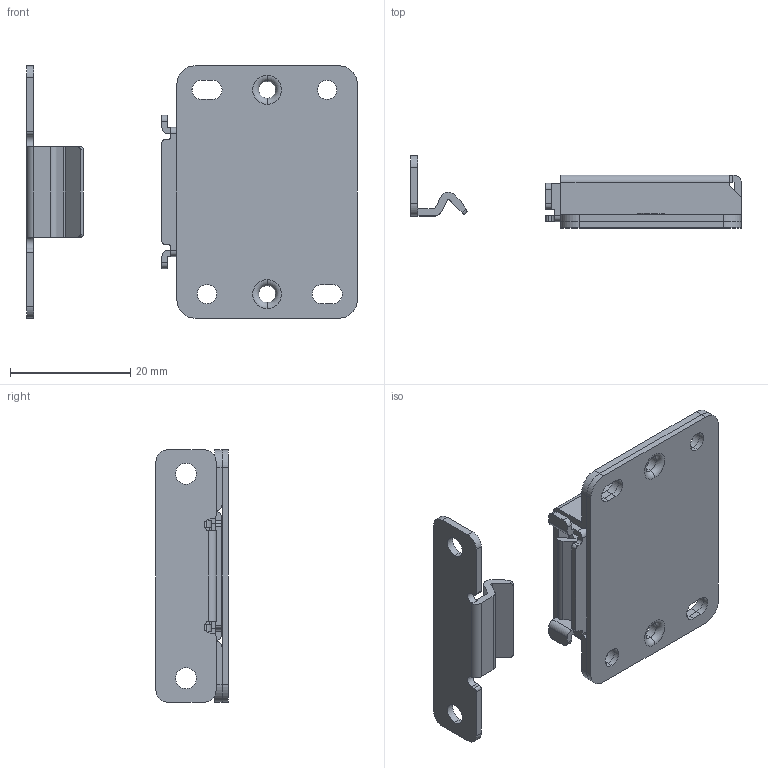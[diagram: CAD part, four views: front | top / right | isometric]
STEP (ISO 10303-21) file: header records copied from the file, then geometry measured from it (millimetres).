
FILE_DESCRIPTION (( 'STEP AP214' ), '1' );
FILE_NAME ('TL_413.STEP', '2016-01-22T06:59:11', ( '' ), ( '' ), 'SwSTEP 2.0', 'SolidWorks 2015', '' );
FILE_SCHEMA (( 'AUTOMOTIVE_DESIGN' ));
Length unit declared in the file: millimetre
Products named in the file (6): latch; keeper; housing_A; holder; housing_B; TL_413
Assembly tree (5 placements, depth 2):
  TL_413
    housing_B
    holder
    housing_A
    keeper
    latch
Bounding box: 55 x 12 x 42 mm (x, y, z)
Volume: 5018 mm3; surface area: 10191.4 mm2
Topology: 5 solids, 5 shells, 232 faces, 620 edges, 412 vertices
Faces by surface type: plane 120, cylinder 108, torus 4
Entity records: 7598 total; most frequent: DIRECTION 1318, CARTESIAN_POINT 1284, ORIENTED_EDGE 1240, EDGE_CURVE 620, AXIS2_PLACEMENT_3D 462, VERTEX_POINT 412, VECTOR 394, LINE 394
